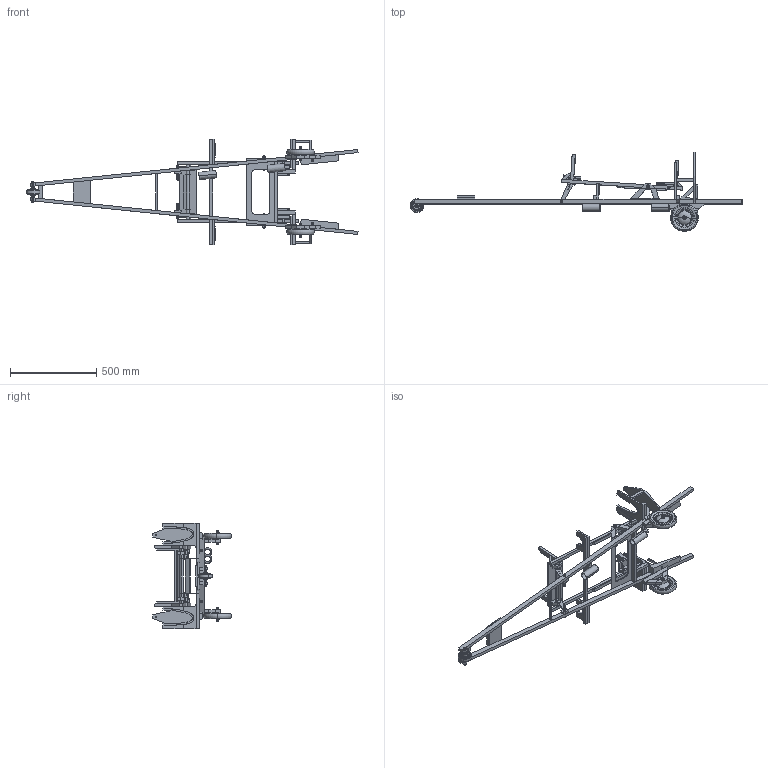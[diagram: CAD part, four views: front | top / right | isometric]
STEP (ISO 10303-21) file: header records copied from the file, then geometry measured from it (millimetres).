
FILE_DESCRIPTION (( 'STEP AP203' ), '1' );
FILE_NAME ('Transport-Gestell_Robin.STEP', '2010-06-20T09:33:54', ( '' ), ( '' ), 'SwSTEP 2.0', 'SolidWorks 2010', '' );
FILE_SCHEMA (( 'CONFIG_CONTROL_DESIGN' ));
Length unit declared in the file: millimetre
Products named in the file (33): Rumpf- Bugauflage kpl; Rumpf- Bugauflage; Rumpf- Bugauflage, Moosgummi; Schwenkstütze Rumpfauaflage; Achslager M8- Gewindestang; M8 Stoppmutter; M8 x D17, U-Scheibe; Transport-Gestell_Robin; Grundträger kpl.SLDPRT; Grundträger; Rad D160x34; Flügelkontur- Auflage, hinten; Flügelkontur- Auflage; Flügelkontur- Polsterung; Flügelkontur- Polsterung_Flügelaufnahme hinten; Flügelarretierung; Flügelarretierung, Horizontalstrebe; Flügelarretierung, Diagonalstrebe; Rumpf- Heckauflage; Moosgummi Heckauflage; Rad D80x40; Achslager M8- Gewindestang_Einzelrad; Achshülse; Höhenruder- Lagerbock; Höhenruder- Lagerachse; Lagerhülse, Flächensteckung; Rumpfträger kpl; Rumpfträger- Schwenkgerüst; Moosgummi 130x20x10; Rumpfauflage kpl.; Rumpfauflage; Rumpfauflage- Lager; Moosgummi 300x100x10
Assembly tree (97 placements, depth 4):
  Transport-Gestell_Robin
    M8 x D17, U-Scheibe  x8
    M8 Stoppmutter  x8
    Grundträger kpl.SLDPRT
      Flügelkontur- Auflage, hinten  x2
      M8 Stoppmutter  x8
      Lagerhülse, Flächensteckung  x2
      Achslager M8- Gewindestang  x2
      Rad D160x34  x2
      Rumpf- Heckauflage
      Achshülse  x3
      Höhenruder- Lagerbock  x2
      M8 x D17, U-Scheibe  x8
      Flügelarretierung, Horizontalstrebe  x2
      Rad D80x40
      Moosgummi Heckauflage
      Flügelkontur- Auflage  x2
      Flügelkontur- Polsterung  x2
      Höhenruder- Lagerachse  x2
      Flügelarretierung  x2
      Achslager M8- Gewindestang_Einzelrad
      Flügelarretierung, Diagonalstrebe  x2
      Grundträger
      Flügelkontur- Polsterung_Flügelaufnahme hinten  x2
    Achslager M8- Gewindestang  x4
    Schwenkstütze Rumpfauaflage
    Rumpfträger kpl
      Achslager M8- Gewindestang  x2
      M8 x D17, U-Scheibe  x6
      M8 Stoppmutter  x4
      Rumpf- Bugauflage kpl  x2
        Rumpf- Bugauflage
        Rumpf- Bugauflage, Moosgummi
      Moosgummi 130x20x10  x4
      Rumpfauflage kpl.
        Rumpfauflage- Lager  x2
        Rumpfauflage
        Moosgummi 300x100x10
      Rumpfträger- Schwenkgerüst
Bounding box: 1923.41 x 456.92 x 610 mm (x, y, z)
Volume: 7416084.2 mm3; surface area: 1992113.1 mm2
Topology: 145 solids, 146 shells, 1494 faces, 3208 edges, 2016 vertices
Faces by surface type: plane 830, cylinder 316, cone 184, torus 140, bspline 24
Entity records: 26609 total; most frequent: CARTESIAN_POINT 5695, DIRECTION 3343, ORIENTED_EDGE 3006, EDGE_CURVE 1503, VECTOR 1129, LINE 1129, AXIS2_PLACEMENT_3D 1107, VERTEX_POINT 968
